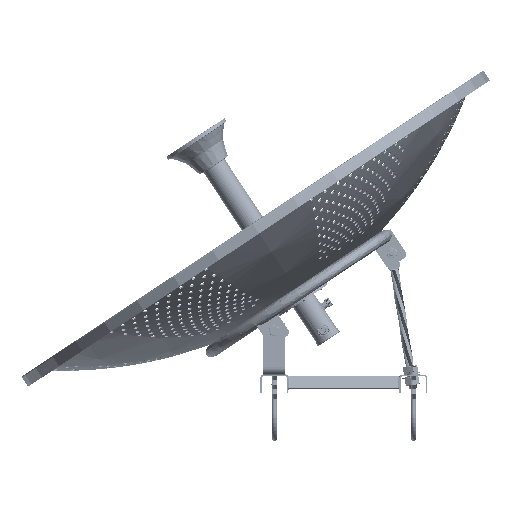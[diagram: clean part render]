
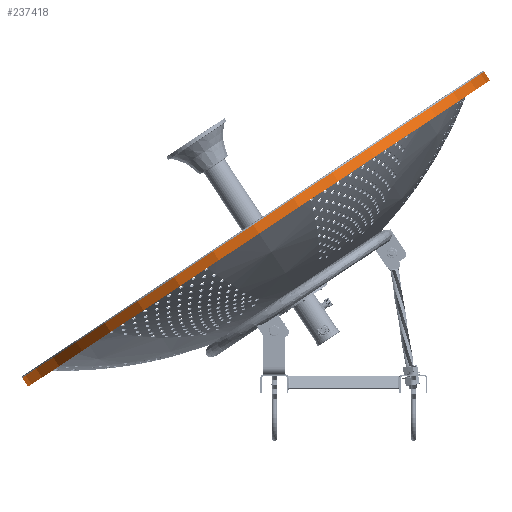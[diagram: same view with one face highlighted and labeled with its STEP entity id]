
A CAD part, left-side view. The second image highlights one B-rep face of the part: STEP entity #237418.
In plain terms, the highlighted cylindrical face has radius 474.663 mm (diameter 949.325 mm), a partial arc.
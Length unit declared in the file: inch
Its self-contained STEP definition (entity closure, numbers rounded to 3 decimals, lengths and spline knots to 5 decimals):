
#7865 = CARTESIAN_POINT ( 'NONE',  ( 0., 0., 0. ) ) ;
#7872 = DIRECTION ( 'NONE',  ( 0., -1., 0. ) ) ;
#7888 = DIRECTION ( 'NONE',  ( 0., 0., -1. ) ) ;
#16097 = CARTESIAN_POINT ( 'NONE',  ( 0., 0.8125, 18.6875 ) ) ;
#16115 = CARTESIAN_POINT ( 'NONE',  ( 0., 0.8125, -18.6875 ) ) ;
#16117 = CARTESIAN_POINT ( 'NONE',  ( 0., 0.1, -18.6875 ) ) ;
#16120 = CARTESIAN_POINT ( 'NONE',  ( 0., 0.1, 18.6875 ) ) ;
#21886 = AXIS2_PLACEMENT_3D ( 'NONE', #115196, #115198, #115200 ) ;
#21890 = AXIS2_PLACEMENT_3D ( 'NONE', #115206, #115208, #115210 ) ;
#63142 = AXIS2_PLACEMENT_3D ( 'NONE', #7865, #7872, #7888 ) ;
#63908 = VERTEX_POINT ( 'NONE', #16097 ) ;
#63938 = VERTEX_POINT ( 'NONE', #16115 ) ;
#63941 = VERTEX_POINT ( 'NONE', #16117 ) ;
#63943 = VERTEX_POINT ( 'NONE', #16120 ) ;
#99026 = EDGE_CURVE ( 'NONE', #63938, #63908, #100768, .T. ) ;
#99029 = EDGE_CURVE ( 'NONE', #63908, #63943, #100774, .T. ) ;
#99032 = EDGE_CURVE ( 'NONE', #63941, #63943, #100779, .T. ) ;
#99034 = EDGE_CURVE ( 'NONE', #63938, #63941, #100778, .T. ) ;
#100768 = CIRCLE ( 'NONE', #21886, 18.6875 ) ;
#100774 = LINE ( 'NONE', #115194, #100781 ) ;
#100778 = LINE ( 'NONE', #115204, #100787 ) ;
#100779 = CIRCLE ( 'NONE', #21890, 18.6875 ) ;
#100781 = VECTOR ( 'NONE', #115186, 39.37008 ) ;
#100787 = VECTOR ( 'NONE', #115190, 39.37008 ) ;
#115186 = DIRECTION ( 'NONE',  ( 0., -1., 0. ) ) ;
#115190 = DIRECTION ( 'NONE',  ( 0., -1., 0. ) ) ;
#115194 = CARTESIAN_POINT ( 'NONE',  ( 0., 0., 18.6875 ) ) ;
#115196 = CARTESIAN_POINT ( 'NONE',  ( 0., 0.8125, 0. ) ) ;
#115198 = DIRECTION ( 'NONE',  ( 0., -1., 0. ) ) ;
#115200 = DIRECTION ( 'NONE',  ( 0., 0., -1. ) ) ;
#115204 = CARTESIAN_POINT ( 'NONE',  ( 0., 0., -18.6875 ) ) ;
#115206 = CARTESIAN_POINT ( 'NONE',  ( 0., 0.1, 0. ) ) ;
#115208 = DIRECTION ( 'NONE',  ( 0., -1., 0. ) ) ;
#115210 = DIRECTION ( 'NONE',  ( 0., 0., -1. ) ) ;
#133803 = FACE_OUTER_BOUND ( 'NONE', #251915, .T. ) ;
#133845 = CYLINDRICAL_SURFACE ( 'NONE', #63142, 18.6875 ) ;
#237418 = ADVANCED_FACE ( 'NONE', ( #133803 ), #133845, .T. ) ;
#249235 = ORIENTED_EDGE ( 'NONE', *, *, #99026, .T. ) ;
#249240 = ORIENTED_EDGE ( 'NONE', *, *, #99029, .T. ) ;
#249244 = ORIENTED_EDGE ( 'NONE', *, *, #99032, .F. ) ;
#249248 = ORIENTED_EDGE ( 'NONE', *, *, #99034, .F. ) ;
#251915 = EDGE_LOOP ( 'NONE', ( #249235, #249240, #249244, #249248 ) ) ;
